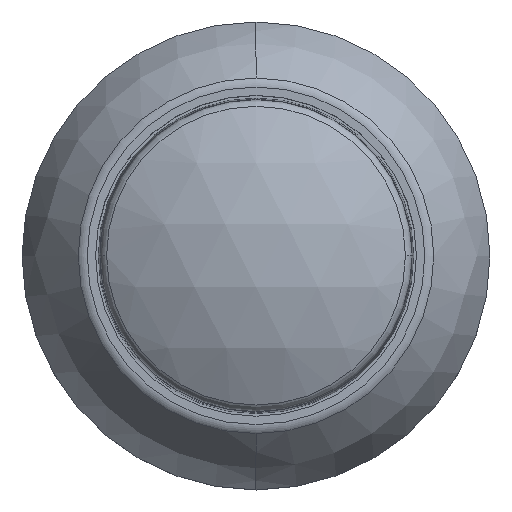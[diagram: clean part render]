
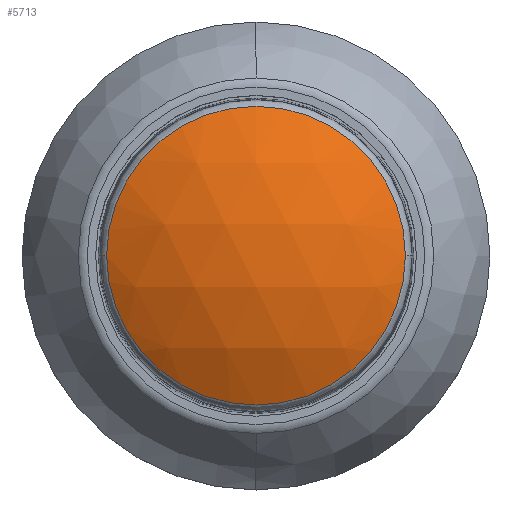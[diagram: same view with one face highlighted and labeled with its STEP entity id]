
A CAD part, top view. The second image highlights one B-rep face of the part: STEP entity #5713.
In plain terms, the highlighted spherical face has radius 11.125 mm.
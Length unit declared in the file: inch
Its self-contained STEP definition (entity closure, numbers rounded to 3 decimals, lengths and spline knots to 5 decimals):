
#150=SPHERICAL_SURFACE('',#6090,0.438);
#243=FACE_OUTER_BOUND('',#570,.T.);
#570=EDGE_LOOP('',(#3850,#3851));
#954=CIRCLE('',#6085,0.21993);
#958=CIRCLE('',#6091,0.21993);
#2314=VERTEX_POINT('',#8343);
#2315=VERTEX_POINT('',#8344);
#2924=EDGE_CURVE('',#2314,#2315,#954,.T.);
#2928=EDGE_CURVE('',#2314,#2315,#958,.T.);
#3850=ORIENTED_EDGE('',*,*,#2924,.F.);
#3851=ORIENTED_EDGE('',*,*,#2928,.T.);
#5713=ADVANCED_FACE('',(#243),#150,.T.);
#6085=AXIS2_PLACEMENT_3D('',#8345,#6687,#6688);
#6090=AXIS2_PLACEMENT_3D('',#8351,#6697,#6698);
#6091=AXIS2_PLACEMENT_3D('',#8352,#6699,#6700);
#6687=DIRECTION('center_axis',(0.,0.,
-1.));
#6688=DIRECTION('ref_axis',(0.,1.,0.));
#6697=DIRECTION('center_axis',(0.,-1.,0.));
#6698=DIRECTION('ref_axis',(0.,0.,1.));
#6699=DIRECTION('center_axis',(0.,0.,
1.));
#6700=DIRECTION('ref_axis',(0.,1.,0.));
#8343=CARTESIAN_POINT('',(-0.21993,0.,0.69275));
#8344=CARTESIAN_POINT('',(0.21993,0.,0.69275));
#8345=CARTESIAN_POINT('Origin',(0.,0.,
0.69275));
#8351=CARTESIAN_POINT('Origin',(0.,0.,
0.31396));
#8352=CARTESIAN_POINT('Origin',(0.,0.,
0.69275));
